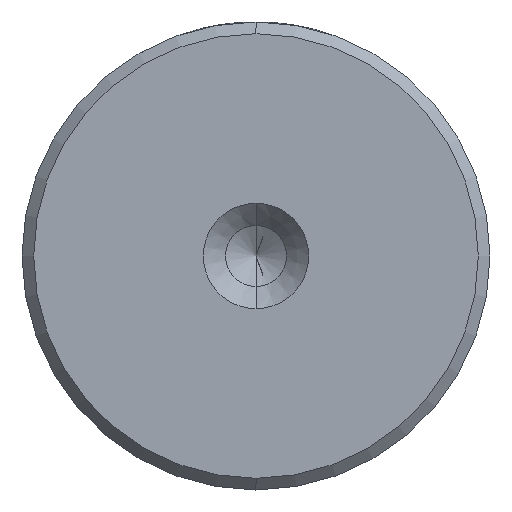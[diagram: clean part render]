
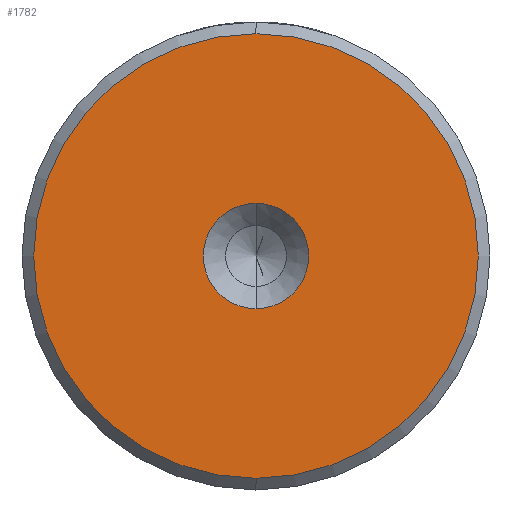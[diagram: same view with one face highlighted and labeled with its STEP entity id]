
A CAD part, left-side view. The second image highlights one B-rep face of the part: STEP entity #1782.
In plain terms, the highlighted planar face has unit normal (-1, 0, 0).
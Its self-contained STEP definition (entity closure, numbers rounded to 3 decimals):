
#34 = AXIS2_PLACEMENT_3D ( 'NONE', #915, #315, #1733 ) ;
#115 = CARTESIAN_POINT ( 'NONE',  ( 0., 0., 0. ) ) ;
#133 = EDGE_CURVE ( 'NONE', #869, #1141, #589, .T. ) ;
#234 = CARTESIAN_POINT ( 'NONE',  ( 0., 0., -2.25 ) ) ;
#298 = ORIENTED_EDGE ( 'NONE', *, *, #1623, .T. ) ;
#315 = DIRECTION ( 'NONE',  ( -1., 0., 0. ) ) ;
#319 = DIRECTION ( 'NONE',  ( 0., 0., 1. ) ) ;
#344 = FACE_OUTER_BOUND ( 'NONE', #874, .T. ) ;
#393 = EDGE_CURVE ( 'NONE', #2396, #1881, #2542, .T. ) ;
#419 = DIRECTION ( 'NONE',  ( -1., 0., 0. ) ) ;
#433 = AXIS2_PLACEMENT_3D ( 'NONE', #1628, #419, #1840 ) ;
#551 = CARTESIAN_POINT ( 'NONE',  ( 0., 0., 9.5 ) ) ;
#589 = CIRCLE ( 'NONE', #433, 2.25 ) ;
#679 = DIRECTION ( 'NONE',  ( -1., 0., 0. ) ) ;
#869 = VERTEX_POINT ( 'NONE', #1045 ) ;
#874 = EDGE_LOOP ( 'NONE', ( #1488, #298 ) ) ;
#899 = AXIS2_PLACEMENT_3D ( 'NONE', #2290, #1080, #2496 ) ;
#915 = CARTESIAN_POINT ( 'NONE',  ( 0., 0., 0. ) ) ;
#933 = ORIENTED_EDGE ( 'NONE', *, *, #133, .F. ) ;
#1045 = CARTESIAN_POINT ( 'NONE',  ( 0., 0., 2.25 ) ) ;
#1080 = DIRECTION ( 'NONE',  ( -1., 0., 0. ) ) ;
#1141 = VERTEX_POINT ( 'NONE', #234 ) ;
#1247 = EDGE_LOOP ( 'NONE', ( #933, #2462 ) ) ;
#1335 = AXIS2_PLACEMENT_3D ( 'NONE', #115, #1531, #319 ) ;
#1438 = AXIS2_PLACEMENT_3D ( 'NONE', #1906, #679, #2107 ) ;
#1488 = ORIENTED_EDGE ( 'NONE', *, *, #393, .T. ) ;
#1529 = PLANE ( 'NONE',  #34 ) ;
#1531 = DIRECTION ( 'NONE',  ( -1., 0., 0. ) ) ;
#1623 = EDGE_CURVE ( 'NONE', #1881, #2396, #2086, .T. ) ;
#1628 = CARTESIAN_POINT ( 'NONE',  ( 0., 0., 0. ) ) ;
#1676 = EDGE_CURVE ( 'NONE', #1141, #869, #2018, .T. ) ;
#1733 = DIRECTION ( 'NONE',  ( 0., 0., 1. ) ) ;
#1782 = ADVANCED_FACE ( 'NONE', ( #344, #2377 ), #1529, .T. ) ;
#1840 = DIRECTION ( 'NONE',  ( 0., 0., 1. ) ) ;
#1881 = VERTEX_POINT ( 'NONE', #551 ) ;
#1906 = CARTESIAN_POINT ( 'NONE',  ( 0., 0., 0. ) ) ;
#1975 = CARTESIAN_POINT ( 'NONE',  ( 0., 0., -9.5 ) ) ;
#2018 = CIRCLE ( 'NONE', #1438, 2.25 ) ;
#2086 = CIRCLE ( 'NONE', #899, 9.5 ) ;
#2107 = DIRECTION ( 'NONE',  ( 0., 0., 1. ) ) ;
#2290 = CARTESIAN_POINT ( 'NONE',  ( 0., 0., 0. ) ) ;
#2377 = FACE_BOUND ( 'NONE', #1247, .T. ) ;
#2396 = VERTEX_POINT ( 'NONE', #1975 ) ;
#2462 = ORIENTED_EDGE ( 'NONE', *, *, #1676, .F. ) ;
#2496 = DIRECTION ( 'NONE',  ( 0., 0., 1. ) ) ;
#2542 = CIRCLE ( 'NONE', #1335, 9.5 ) ;
